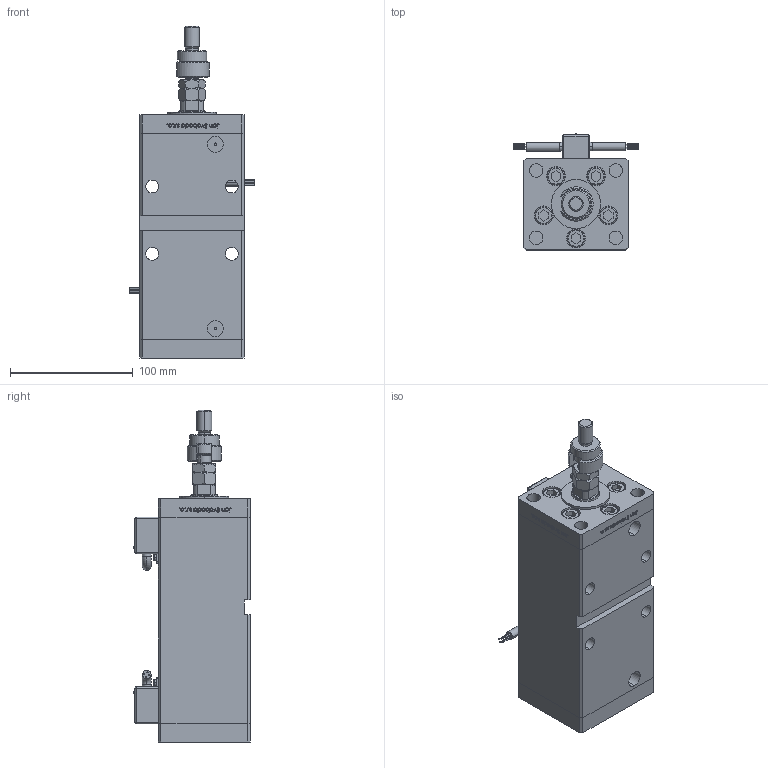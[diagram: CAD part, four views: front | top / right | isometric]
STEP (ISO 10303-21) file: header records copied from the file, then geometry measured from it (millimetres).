
FILE_DESCRIPTION (( 'STEP AP203' ), '1' );
FILE_NAME ('8372.STEP', '2022-04-15T04:34:43', ( '' ), ( '' ), 'SwSTEP 2.0', 'SolidWorks 2019', '' );
FILE_SCHEMA (( 'CONFIG_CONTROL_DESIGN' ));
Length unit declared in the file: millimetre
Products named in the file (10): V220C_FRONT_E 5219b2a7f9eb673980622a42267e4906; Magnetic_Switch_MSU4 5219b2a7f9eb673980622a42267e4906; DFA 5219b2a7f9eb673980622a42267e4906; V220C BACK_E 5219b2a7f9eb673980622a42267e4906; 8372; MFA 5219b2a7f9eb673980622a42267e4906; V220C_E MIDDLE 5219b2a7f9eb673980622a42267e4906; V220C_VC_E 5219b2a7f9eb673980622a42267e4906; ALLEN BOLT 5219b2a7f9eb673980622a42267e4906; FEMALE_PART_FOR_DFA 5219b2a7f9eb673980622a42267e4906
Assembly tree (19 placements, depth 3):
  8372
    V220C BACK_E 5219b2a7f9eb673980622a42267e4906
    V220C_E MIDDLE 5219b2a7f9eb673980622a42267e4906
    V220C_FRONT_E 5219b2a7f9eb673980622a42267e4906
    ALLEN BOLT 5219b2a7f9eb673980622a42267e4906  x10
    Magnetic_Switch_MSU4 5219b2a7f9eb673980622a42267e4906  x2
    V220C_VC_E 5219b2a7f9eb673980622a42267e4906
    DFA 5219b2a7f9eb673980622a42267e4906
      FEMALE_PART_FOR_DFA 5219b2a7f9eb673980622a42267e4906
      MFA 5219b2a7f9eb673980622a42267e4906
Bounding box: 101.6 x 95.1 x 271 mm (x, y, z)
Volume: 1131545.4 mm3; surface area: 201300.4 mm2
Topology: 18 solids, 20 shells, 1503 faces, 3687 edges, 2377 vertices
Faces by surface type: plane 581, bspline 484, cylinder 268, cone 90, torus 56, sphere 24
Entity records: 59034 total; most frequent: CARTESIAN_POINT 31702, ORIENTED_EDGE 6068, DIRECTION 3944, EDGE_CURVE 3034, VERTEX_POINT 1988, VECTOR 1524, LINE 1524, EDGE_LOOP 1396
